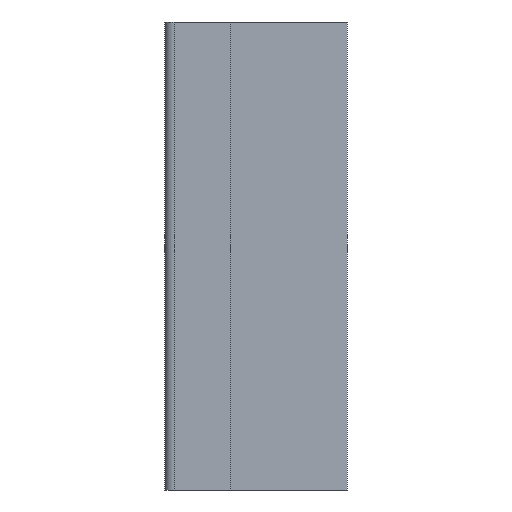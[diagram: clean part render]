
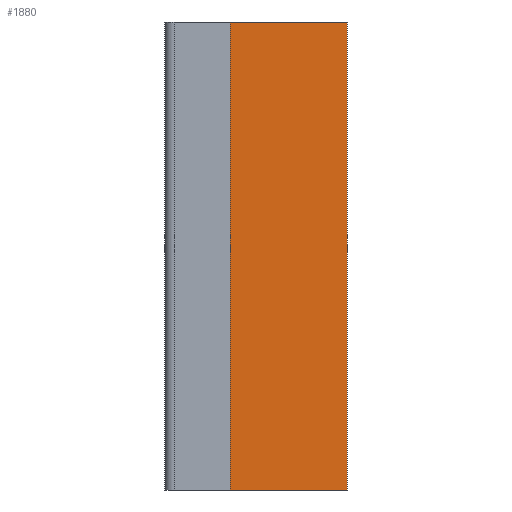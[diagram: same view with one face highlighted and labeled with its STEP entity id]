
A CAD part, left-side view. The second image highlights one B-rep face of the part: STEP entity #1880.
In plain terms, the highlighted planar face has unit normal (-1, 0, 0).
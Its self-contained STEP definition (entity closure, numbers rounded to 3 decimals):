
#49 = FACE_OUTER_BOUND ( 'NONE', #1992, .T. ) ;
#66 = ORIENTED_EDGE ( 'NONE', *, *, #1917, .F. ) ;
#204 = CARTESIAN_POINT ( 'NONE',  ( 0., 25., -50. ) ) ;
#255 = DIRECTION ( 'NONE',  ( 1., 0., 0. ) ) ;
#285 = PLANE ( 'NONE',  #792 ) ;
#380 = VECTOR ( 'NONE', #1710, 1000. ) ;
#464 = CARTESIAN_POINT ( 'NONE',  ( 0., 25., 50. ) ) ;
#476 = CARTESIAN_POINT ( 'NONE',  ( 0., 0., 50. ) ) ;
#643 = VERTEX_POINT ( 'NONE', #1843 ) ;
#760 = DIRECTION ( 'NONE',  ( 0., 0., -1. ) ) ;
#792 = AXIS2_PLACEMENT_3D ( 'NONE', #2713, #255, #760 ) ;
#793 = DIRECTION ( 'NONE',  ( 0., -1., 0. ) ) ;
#889 = LINE ( 'NONE', #464, #380 ) ;
#1064 = LINE ( 'NONE', #1773, #1751 ) ;
#1150 = VECTOR ( 'NONE', #1388, 1000. ) ;
#1213 = VERTEX_POINT ( 'NONE', #2631 ) ;
#1242 = CARTESIAN_POINT ( 'NONE',  ( 0., 25., 50. ) ) ;
#1388 = DIRECTION ( 'NONE',  ( 0., 0., -1. ) ) ;
#1491 = DIRECTION ( 'NONE',  ( 0., -1., 0. ) ) ;
#1504 = CARTESIAN_POINT ( 'NONE',  ( 0., 0., -50. ) ) ;
#1597 = LINE ( 'NONE', #476, #1150 ) ;
#1625 = EDGE_CURVE ( 'NONE', #1213, #643, #1856, .T. ) ;
#1691 = EDGE_CURVE ( 'NONE', #2148, #2217, #1064, .T. ) ;
#1710 = DIRECTION ( 'NONE',  ( 0., 0., -1. ) ) ;
#1751 = VECTOR ( 'NONE', #1491, 1000. ) ;
#1756 = EDGE_CURVE ( 'NONE', #1213, #2148, #889, .T. ) ;
#1773 = CARTESIAN_POINT ( 'NONE',  ( 0., 25., -50. ) ) ;
#1843 = CARTESIAN_POINT ( 'NONE',  ( 0., 0., 50. ) ) ;
#1856 = LINE ( 'NONE', #1242, #2751 ) ;
#1880 = ADVANCED_FACE ( 'NONE', ( #49 ), #285, .F. ) ;
#1917 = EDGE_CURVE ( 'NONE', #643, #2217, #1597, .T. ) ;
#1932 = ORIENTED_EDGE ( 'NONE', *, *, #1756, .T. ) ;
#1992 = EDGE_LOOP ( 'NONE', ( #2254, #66, #2741, #1932 ) ) ;
#2148 = VERTEX_POINT ( 'NONE', #204 ) ;
#2217 = VERTEX_POINT ( 'NONE', #1504 ) ;
#2254 = ORIENTED_EDGE ( 'NONE', *, *, #1691, .T. ) ;
#2631 = CARTESIAN_POINT ( 'NONE',  ( 0., 25., 50. ) ) ;
#2713 = CARTESIAN_POINT ( 'NONE',  ( 0., 25., 50. ) ) ;
#2741 = ORIENTED_EDGE ( 'NONE', *, *, #1625, .F. ) ;
#2751 = VECTOR ( 'NONE', #793, 1000. ) ;
